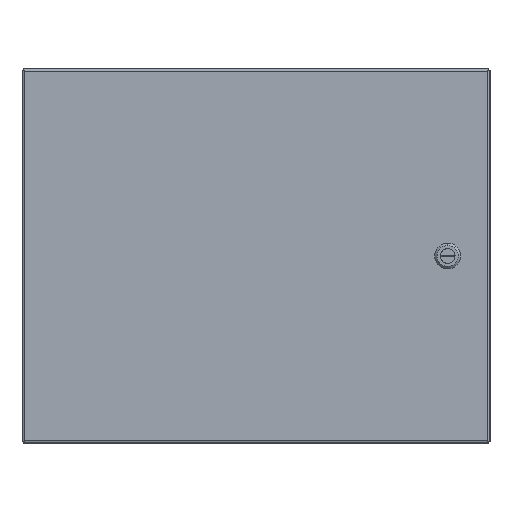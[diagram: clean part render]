
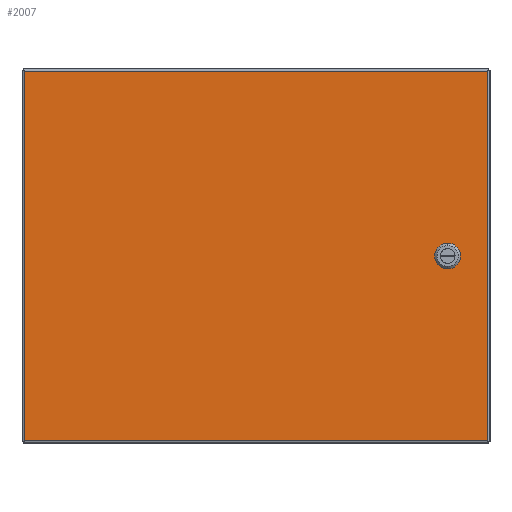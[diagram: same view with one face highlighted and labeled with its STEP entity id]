
A CAD part, front view. The second image highlights one B-rep face of the part: STEP entity #2007.
In plain terms, the highlighted planar face has unit normal (0, -1, 0).
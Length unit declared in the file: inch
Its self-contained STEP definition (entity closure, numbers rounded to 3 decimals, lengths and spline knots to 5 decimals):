
#87 = VERTEX_POINT ( 'NONE', #14430 ) ;
#146 = VERTEX_POINT ( 'NONE', #14218 ) ;
#147 = DIRECTION ( 'NONE',  ( 0., 0., -1. ) ) ;
#1095 = ORIENTED_EDGE ( 'NONE', *, *, #12782, .T. ) ;
#1181 = EDGE_CURVE ( 'NONE', #13808, #13288, #7449, .T. ) ;
#1402 = CARTESIAN_POINT ( 'NONE',  ( 8.422, -10.822, 0.3955 ) ) ;
#1561 = DIRECTION ( 'NONE',  ( -1., 0., 0. ) ) ;
#1567 = EDGE_CURVE ( 'NONE', #12638, #8966, #21128, .T. ) ;
#1787 = LINE ( 'NONE', #12097, #18780 ) ;
#1848 = LINE ( 'NONE', #5511, #14728 ) ;
#2007 = ADVANCED_FACE ( 'NONE', ( #9093, #10970 ), #15875, .T. ) ;
#2069 = LINE ( 'NONE', #6831, #20414 ) ;
#2549 = CARTESIAN_POINT ( 'NONE',  ( -9.896, -10.822, -7.8985 ) ) ;
#2880 = ORIENTED_EDGE ( 'NONE', *, *, #1181, .T. ) ;
#3057 = LINE ( 'NONE', #21830, #6312 ) ;
#3059 = VECTOR ( 'NONE', #16213, 39.37008 ) ;
#3790 = EDGE_CURVE ( 'NONE', #18031, #18537, #10118, .T. ) ;
#4276 = EDGE_CURVE ( 'NONE', #146, #18525, #17159, .T. ) ;
#4385 = ORIENTED_EDGE ( 'NONE', *, *, #4276, .T. ) ;
#5511 = CARTESIAN_POINT ( 'NONE',  ( 8.422, -10.822, 0.3955 ) ) ;
#5929 = EDGE_CURVE ( 'NONE', #8743, #146, #21621, .T. ) ;
#6259 = EDGE_LOOP ( 'NONE', ( #14106, #7072, #10838, #14624, #4385, #13588, #17242, #1095 ) ) ;
#6312 = VECTOR ( 'NONE', #11692, 39.37008 ) ;
#6596 = DIRECTION ( 'NONE',  ( 0.707, 0., -0.707 ) ) ;
#6831 = CARTESIAN_POINT ( 'NONE',  ( -9.896, -10.822, -7.8985 ) ) ;
#7072 = ORIENTED_EDGE ( 'NONE', *, *, #3790, .T. ) ;
#7257 = CARTESIAN_POINT ( 'NONE',  ( 8.5865, -10.822, -0.231 ) ) ;
#7272 = CARTESIAN_POINT ( 'NONE',  ( 8.5865, -10.822, -0.231 ) ) ;
#7449 = LINE ( 'NONE', #19340, #3059 ) ;
#7616 = ORIENTED_EDGE ( 'NONE', *, *, #8907, .T. ) ;
#7890 = DIRECTION ( 'NONE',  ( 0., 0., -1. ) ) ;
#8743 = VERTEX_POINT ( 'NONE', #1402 ) ;
#8894 = VECTOR ( 'NONE', #6596, 39.37008 ) ;
#8907 = EDGE_CURVE ( 'NONE', #8966, #13808, #2069, .T. ) ;
#8966 = VERTEX_POINT ( 'NONE', #16244 ) ;
#9093 = FACE_OUTER_BOUND ( 'NONE', #14802, .T. ) ;
#9319 = DIRECTION ( 'NONE',  ( 0., -1., 0. ) ) ;
#9799 = VECTOR ( 'NONE', #7890, 39.37008 ) ;
#9836 = CARTESIAN_POINT ( 'NONE',  ( 7.7955, -10.822, 0.231 ) ) ;
#9943 = EDGE_CURVE ( 'NONE', #18525, #15826, #15391, .T. ) ;
#10118 = LINE ( 'NONE', #11878, #14759 ) ;
#10222 = LINE ( 'NONE', #14011, #18333 ) ;
#10730 = DIRECTION ( 'NONE',  ( 1., 0., 0. ) ) ;
#10822 = EDGE_CURVE ( 'NONE', #18537, #8743, #1848, .T. ) ;
#10838 = ORIENTED_EDGE ( 'NONE', *, *, #10822, .T. ) ;
#10970 = FACE_BOUND ( 'NONE', #6259, .T. ) ;
#11373 = CARTESIAN_POINT ( 'NONE',  ( 9.901, -10.822, 7.8985 ) ) ;
#11552 = VECTOR ( 'NONE', #147, 39.37008 ) ;
#11692 = DIRECTION ( 'NONE',  ( -1., 0., 0. ) ) ;
#11878 = CARTESIAN_POINT ( 'NONE',  ( 7.96, -10.822, 0.3955 ) ) ;
#11993 = CARTESIAN_POINT ( 'NONE',  ( 9.901, -10.822, -7.8985 ) ) ;
#12097 = CARTESIAN_POINT ( 'NONE',  ( -9.896, -10.822, 7.8985 ) ) ;
#12105 = DIRECTION ( 'NONE',  ( -0.707, 0., 0.707 ) ) ;
#12443 = DIRECTION ( 'NONE',  ( 0., 0., 1. ) ) ;
#12470 = CARTESIAN_POINT ( 'NONE',  ( 7.96, -10.822, 0.3955 ) ) ;
#12514 = ORIENTED_EDGE ( 'NONE', *, *, #15700, .T. ) ;
#12638 = VERTEX_POINT ( 'NONE', #16146 ) ;
#12655 = LINE ( 'NONE', #14331, #14899 ) ;
#12782 = EDGE_CURVE ( 'NONE', #17612, #87, #10222, .T. ) ;
#13288 = VERTEX_POINT ( 'NONE', #11373 ) ;
#13375 = EDGE_CURVE ( 'NONE', #15826, #17612, #3057, .T. ) ;
#13471 = CARTESIAN_POINT ( 'NONE',  ( 8.422, -10.822, 0.3955 ) ) ;
#13588 = ORIENTED_EDGE ( 'NONE', *, *, #9943, .T. ) ;
#13593 = DIRECTION ( 'NONE',  ( 1., 0., 0. ) ) ;
#13716 = CARTESIAN_POINT ( 'NONE',  ( 8.5865, -10.822, -0.231 ) ) ;
#13808 = VERTEX_POINT ( 'NONE', #11993 ) ;
#14011 = CARTESIAN_POINT ( 'NONE',  ( 7.7955, -10.822, -0.231 ) ) ;
#14106 = ORIENTED_EDGE ( 'NONE', *, *, #16747, .T. ) ;
#14218 = CARTESIAN_POINT ( 'NONE',  ( 8.5865, -10.822, 0.231 ) ) ;
#14331 = CARTESIAN_POINT ( 'NONE',  ( 7.7955, -10.822, 0.231 ) ) ;
#14430 = CARTESIAN_POINT ( 'NONE',  ( 7.7955, -10.822, -0.231 ) ) ;
#14624 = ORIENTED_EDGE ( 'NONE', *, *, #5929, .T. ) ;
#14728 = VECTOR ( 'NONE', #10730, 39.37008 ) ;
#14759 = VECTOR ( 'NONE', #20466, 39.37008 ) ;
#14802 = EDGE_LOOP ( 'NONE', ( #2880, #12514, #21525, #7616 ) ) ;
#14899 = VECTOR ( 'NONE', #12443, 39.37008 ) ;
#15391 = LINE ( 'NONE', #13716, #20088 ) ;
#15700 = EDGE_CURVE ( 'NONE', #13288, #12638, #1787, .T. ) ;
#15826 = VERTEX_POINT ( 'NONE', #18536 ) ;
#15875 = PLANE ( 'NONE',  #21885 ) ;
#16098 = DIRECTION ( 'NONE',  ( 0., 0., -1. ) ) ;
#16146 = CARTESIAN_POINT ( 'NONE',  ( -9.896, -10.822, 7.8985 ) ) ;
#16213 = DIRECTION ( 'NONE',  ( 0., 0., 1. ) ) ;
#16244 = CARTESIAN_POINT ( 'NONE',  ( -9.896, -10.822, -7.8985 ) ) ;
#16747 = EDGE_CURVE ( 'NONE', #87, #18031, #12655, .T. ) ;
#17159 = LINE ( 'NONE', #7272, #11552 ) ;
#17242 = ORIENTED_EDGE ( 'NONE', *, *, #13375, .T. ) ;
#17612 = VERTEX_POINT ( 'NONE', #20816 ) ;
#18031 = VERTEX_POINT ( 'NONE', #9836 ) ;
#18333 = VECTOR ( 'NONE', #12105, 39.37008 ) ;
#18525 = VERTEX_POINT ( 'NONE', #7257 ) ;
#18536 = CARTESIAN_POINT ( 'NONE',  ( 8.422, -10.822, -0.3955 ) ) ;
#18537 = VERTEX_POINT ( 'NONE', #12470 ) ;
#18780 = VECTOR ( 'NONE', #1561, 39.37008 ) ;
#19340 = CARTESIAN_POINT ( 'NONE',  ( 9.901, -10.822, -7.8985 ) ) ;
#20088 = VECTOR ( 'NONE', #20631, 39.37008 ) ;
#20414 = VECTOR ( 'NONE', #13593, 39.37008 ) ;
#20466 = DIRECTION ( 'NONE',  ( 0.707, 0., 0.707 ) ) ;
#20631 = DIRECTION ( 'NONE',  ( -0.707, 0., -0.707 ) ) ;
#20816 = CARTESIAN_POINT ( 'NONE',  ( 7.96, -10.822, -0.3955 ) ) ;
#21128 = LINE ( 'NONE', #21349, #9799 ) ;
#21349 = CARTESIAN_POINT ( 'NONE',  ( -9.896, -10.822, -7.8985 ) ) ;
#21525 = ORIENTED_EDGE ( 'NONE', *, *, #1567, .T. ) ;
#21621 = LINE ( 'NONE', #13471, #8894 ) ;
#21830 = CARTESIAN_POINT ( 'NONE',  ( 7.96, -10.822, -0.3955 ) ) ;
#21885 = AXIS2_PLACEMENT_3D ( 'NONE', #2549, #9319, #16098 ) ;
